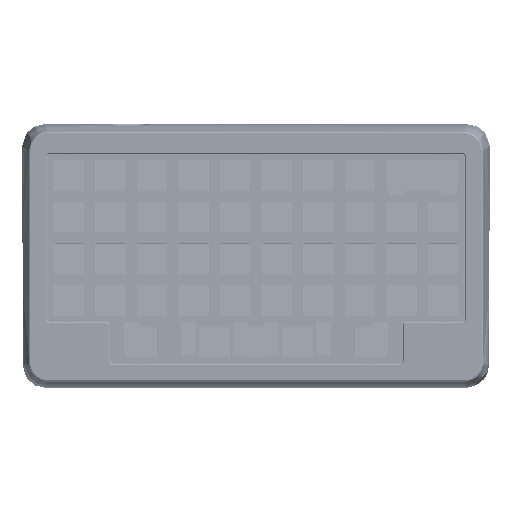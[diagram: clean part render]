
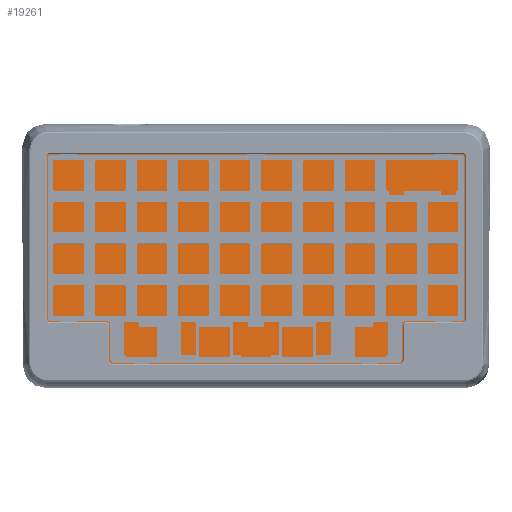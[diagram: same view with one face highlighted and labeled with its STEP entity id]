
A CAD part, top view. The second image highlights one B-rep face of the part: STEP entity #19261.
In plain terms, the highlighted planar face has unit normal (0, 0.087, 0.996).
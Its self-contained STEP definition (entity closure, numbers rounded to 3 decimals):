
#642=FACE_BOUND('',#3312,.T.);
#643=FACE_BOUND('',#3313,.T.);
#644=FACE_BOUND('',#3314,.T.);
#645=FACE_BOUND('',#3315,.T.);
#1401=PLANE('',#20970);
#2155=FACE_OUTER_BOUND('',#3311,.T.);
#3311=EDGE_LOOP('',(#16408,#16409,#16410,#16411,#16412,#16413,#16414,#16415));
#3312=EDGE_LOOP('',(#16416));
#3313=EDGE_LOOP('',(#16417));
#3314=EDGE_LOOP('',(#16418));
#3315=EDGE_LOOP('',(#16419));
#4225=CIRCLE('',#20937,1.6);
#4228=CIRCLE('',#20942,1.6);
#4231=CIRCLE('',#20947,1.6);
#4234=CIRCLE('',#20952,1.6);
#4235=CIRCLE('',#20954,7.);
#4237=CIRCLE('',#20958,7.);
#4239=CIRCLE('',#20962,7.);
#4241=CIRCLE('',#20966,7.);
#5889=LINE('',#32589,#7302);
#5893=LINE('',#32601,#7306);
#5897=LINE('',#32613,#7310);
#5901=LINE('',#32624,#7314);
#7302=VECTOR('',#25542,10.);
#7306=VECTOR('',#25554,10.);
#7310=VECTOR('',#25566,10.);
#7314=VECTOR('',#25578,10.);
#8774=VERTEX_POINT('',#32545);
#8777=VERTEX_POINT('',#32555);
#8780=VERTEX_POINT('',#32565);
#8783=VERTEX_POINT('',#32575);
#8784=VERTEX_POINT('',#32579);
#8785=VERTEX_POINT('',#32580);
#8788=VERTEX_POINT('',#32588);
#8790=VERTEX_POINT('',#32594);
#8792=VERTEX_POINT('',#32600);
#8794=VERTEX_POINT('',#32606);
#8796=VERTEX_POINT('',#32612);
#8798=VERTEX_POINT('',#32618);
#11388=EDGE_CURVE('',#8774,#8774,#4225,.T.);
#11393=EDGE_CURVE('',#8777,#8777,#4228,.T.);
#11398=EDGE_CURVE('',#8780,#8780,#4231,.T.);
#11403=EDGE_CURVE('',#8783,#8783,#4234,.T.);
#11404=EDGE_CURVE('',#8784,#8785,#4235,.T.);
#11408=EDGE_CURVE('',#8788,#8784,#5889,.T.);
#11411=EDGE_CURVE('',#8790,#8788,#4237,.T.);
#11414=EDGE_CURVE('',#8792,#8790,#5893,.T.);
#11417=EDGE_CURVE('',#8794,#8792,#4239,.T.);
#11420=EDGE_CURVE('',#8796,#8794,#5897,.T.);
#11423=EDGE_CURVE('',#8798,#8796,#4241,.T.);
#11426=EDGE_CURVE('',#8785,#8798,#5901,.T.);
#16408=ORIENTED_EDGE('',*,*,#11414,.T.);
#16409=ORIENTED_EDGE('',*,*,#11411,.T.);
#16410=ORIENTED_EDGE('',*,*,#11408,.T.);
#16411=ORIENTED_EDGE('',*,*,#11404,.T.);
#16412=ORIENTED_EDGE('',*,*,#11426,.T.);
#16413=ORIENTED_EDGE('',*,*,#11423,.T.);
#16414=ORIENTED_EDGE('',*,*,#11420,.T.);
#16415=ORIENTED_EDGE('',*,*,#11417,.T.);
#16416=ORIENTED_EDGE('',*,*,#11388,.T.);
#16417=ORIENTED_EDGE('',*,*,#11393,.T.);
#16418=ORIENTED_EDGE('',*,*,#11398,.T.);
#16419=ORIENTED_EDGE('',*,*,#11403,.T.);
#19261=ADVANCED_FACE('',(#2155,#642,#643,#644,#645),#1401,.F.);
#20937=AXIS2_PLACEMENT_3D('',#32547,#25494,#25495);
#20942=AXIS2_PLACEMENT_3D('',#32557,#25506,#25507);
#20947=AXIS2_PLACEMENT_3D('',#32567,#25518,#25519);
#20952=AXIS2_PLACEMENT_3D('',#32577,#25530,#25531);
#20954=AXIS2_PLACEMENT_3D('',#32581,#25534,#25535);
#20958=AXIS2_PLACEMENT_3D('',#32595,#25547,#25548);
#20962=AXIS2_PLACEMENT_3D('',#32607,#25559,#25560);
#20966=AXIS2_PLACEMENT_3D('',#32619,#25571,#25572);
#20970=AXIS2_PLACEMENT_3D('',#32627,#25582,#25583);
#25494=DIRECTION('center_axis',(0.,-0.087,
-0.996));
#25495=DIRECTION('ref_axis',(-1.,0.,0.));
#25506=DIRECTION('center_axis',(0.,-0.087,
-0.996));
#25507=DIRECTION('ref_axis',(-1.,0.,0.));
#25518=DIRECTION('center_axis',(0.,-0.087,
-0.996));
#25519=DIRECTION('ref_axis',(-1.,0.,0.));
#25530=DIRECTION('center_axis',(0.,-0.087,
-0.996));
#25531=DIRECTION('ref_axis',(-1.,0.,0.));
#25534=DIRECTION('center_axis',(0.,0.087,
0.996));
#25535=DIRECTION('ref_axis',(1.,0.,0.));
#25542=DIRECTION('',(1.,0.,0.));
#25547=DIRECTION('center_axis',(0.,0.087,
0.996));
#25548=DIRECTION('ref_axis',(0.,-0.996,0.087));
#25554=DIRECTION('',(0.,-0.996,0.087));
#25559=DIRECTION('center_axis',(0.,0.087,
0.996));
#25560=DIRECTION('ref_axis',(-1.,0.,0.));
#25566=DIRECTION('',(-1.,0.,0.));
#25571=DIRECTION('center_axis',(0.,0.087,
0.996));
#25572=DIRECTION('ref_axis',(0.,0.996,-0.087));
#25578=DIRECTION('',(0.,0.996,-0.087));
#25582=DIRECTION('center_axis',(0.,-0.087,
-0.996));
#25583=DIRECTION('ref_axis',(-1.,0.,0.));
#32545=CARTESIAN_POINT('',(-0.15,4.808,-17.1));
#32547=CARTESIAN_POINT('Origin',(-1.75,4.808,-17.1));
#32555=CARTESIAN_POINT('',(193.85,-96.803,-8.21));
#32557=CARTESIAN_POINT('Origin',(192.25,-96.803,-8.21));
#32565=CARTESIAN_POINT('',(193.85,4.808,-17.1));
#32567=CARTESIAN_POINT('Origin',(192.25,4.808,-17.1));
#32575=CARTESIAN_POINT('',(-0.15,-96.803,-8.21));
#32577=CARTESIAN_POINT('Origin',(-1.75,-96.803,-8.21));
#32579=CARTESIAN_POINT('',(191.25,-102.781,-7.687));
#32580=CARTESIAN_POINT('',(198.25,-95.807,-8.297));
#32581=CARTESIAN_POINT('Origin',(191.25,-95.807,-8.297));
#32588=CARTESIAN_POINT('',(-0.75,-102.781,-7.687));
#32589=CARTESIAN_POINT('',(47.25,-102.781,-7.687));
#32594=CARTESIAN_POINT('',(-7.75,-95.807,-8.297));
#32595=CARTESIAN_POINT('Origin',(-0.75,-95.807,-8.297));
#32600=CARTESIAN_POINT('',(-7.75,3.812,-17.013));
#32601=CARTESIAN_POINT('',(-7.75,-21.093,-14.834));
#32606=CARTESIAN_POINT('',(-0.75,10.786,-17.623));
#32607=CARTESIAN_POINT('Origin',(-0.75,3.812,-17.013));
#32612=CARTESIAN_POINT('',(191.25,10.786,-17.623));
#32613=CARTESIAN_POINT('',(143.25,10.786,-17.623));
#32618=CARTESIAN_POINT('',(198.25,3.812,-17.013));
#32619=CARTESIAN_POINT('Origin',(191.25,3.812,-17.013));
#32624=CARTESIAN_POINT('',(198.25,-70.902,-10.476));
#32627=CARTESIAN_POINT('Origin',(95.25,-45.997,-12.655));
